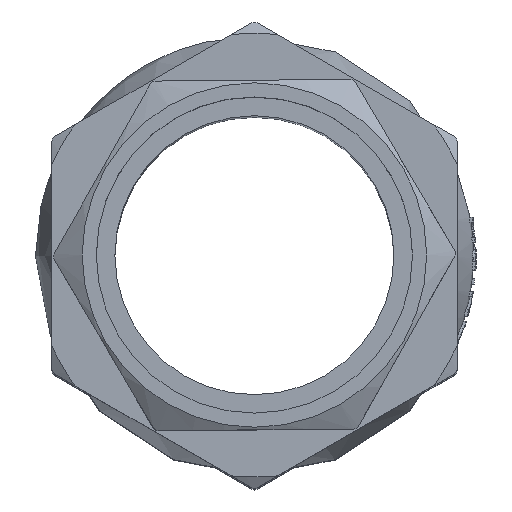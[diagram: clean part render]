
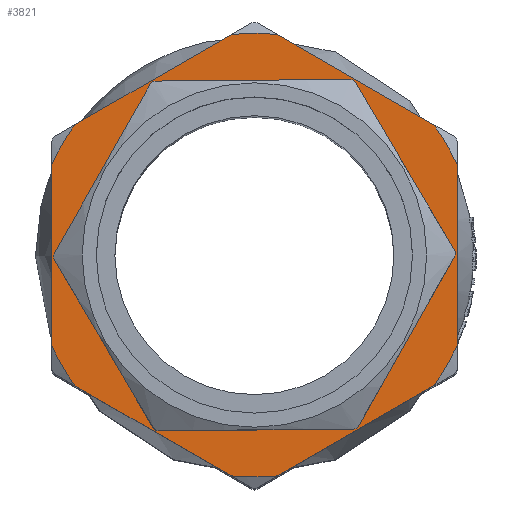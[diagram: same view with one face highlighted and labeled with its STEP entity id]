
A CAD part, top view. The second image highlights one B-rep face of the part: STEP entity #3821.
In plain terms, the highlighted planar face has unit normal (0, 0, 1).
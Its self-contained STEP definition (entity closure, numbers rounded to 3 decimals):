
#196=FACE_BOUND('',#1110,.T.);
#278=PLANE('',#4123);
#432=LINE('',#7208,#635);
#435=LINE('',#7242,#638);
#439=LINE('',#7294,#642);
#443=LINE('',#7342,#646);
#447=LINE('',#7390,#650);
#453=LINE('',#7537,#656);
#459=LINE('',#7552,#662);
#462=LINE('',#7560,#665);
#465=LINE('',#7568,#668);
#467=LINE('',#7574,#670);
#479=LINE('',#7642,#682);
#480=LINE('',#7643,#683);
#635=VECTOR('',#4674,10.);
#638=VECTOR('',#4681,10.);
#642=VECTOR('',#4693,10.);
#646=VECTOR('',#4705,10.);
#650=VECTOR('',#4717,10.);
#656=VECTOR('',#4743,10.);
#662=VECTOR('',#4759,10.);
#665=VECTOR('',#4768,10.);
#668=VECTOR('',#4777,10.);
#670=VECTOR('',#4785,10.);
#682=VECTOR('',#4871,10.);
#683=VECTOR('',#4872,10.);
#896=FACE_OUTER_BOUND('',#1109,.T.);
#1109=EDGE_LOOP('',(#3244,#3245,#3246,#3247,#3248,#3249,#3250,#3251,#3252,
#3253,#3254,#3255));
#1110=EDGE_LOOP('',(#3256,#3257,#3258,#3259,#3260,#3261,#3262,#3263,#3264,
#3265,#3266,#3267));
#1222=CIRCLE('',#4047,39.767);
#1223=CIRCLE('',#4052,39.767);
#1224=CIRCLE('',#4056,39.767);
#1225=CIRCLE('',#4060,39.767);
#1226=CIRCLE('',#4064,39.767);
#1227=CIRCLE('',#4067,39.767);
#1228=CIRCLE('',#4069,1.);
#1230=CIRCLE('',#4074,1.);
#1231=CIRCLE('',#4076,1.);
#1232=CIRCLE('',#4079,1.);
#1233=CIRCLE('',#4082,1.);
#1234=CIRCLE('',#4085,1.);
#1679=VERTEX_POINT('',#7182);
#1680=VERTEX_POINT('',#7186);
#1685=VERTEX_POINT('',#7204);
#1690=VERTEX_POINT('',#7237);
#1691=VERTEX_POINT('',#7241);
#1696=VERTEX_POINT('',#7259);
#1699=VERTEX_POINT('',#7289);
#1700=VERTEX_POINT('',#7293);
#1707=VERTEX_POINT('',#7337);
#1708=VERTEX_POINT('',#7341);
#1715=VERTEX_POINT('',#7385);
#1716=VERTEX_POINT('',#7389);
#1723=VERTEX_POINT('',#7444);
#1724=VERTEX_POINT('',#7446);
#1737=VERTEX_POINT('',#7536);
#1738=VERTEX_POINT('',#7540);
#1739=VERTEX_POINT('',#7544);
#1740=VERTEX_POINT('',#7546);
#1741=VERTEX_POINT('',#7550);
#1742=VERTEX_POINT('',#7554);
#1743=VERTEX_POINT('',#7558);
#1744=VERTEX_POINT('',#7562);
#1745=VERTEX_POINT('',#7566);
#1746=VERTEX_POINT('',#7570);
#2163=EDGE_CURVE('',#1680,#1679,#1222,.T.);
#2170=EDGE_CURVE('',#1679,#1685,#432,.T.);
#2176=EDGE_CURVE('',#1691,#1690,#435,.T.);
#2183=EDGE_CURVE('',#1690,#1696,#1223,.T.);
#2188=EDGE_CURVE('',#1700,#1699,#439,.T.);
#2194=EDGE_CURVE('',#1699,#1691,#1224,.T.);
#2199=EDGE_CURVE('',#1708,#1707,#443,.T.);
#2205=EDGE_CURVE('',#1707,#1700,#1225,.T.);
#2210=EDGE_CURVE('',#1716,#1715,#447,.T.);
#2216=EDGE_CURVE('',#1715,#1708,#1226,.T.);
#2219=EDGE_CURVE('',#1685,#1716,#1227,.T.);
#2222=EDGE_CURVE('',#1723,#1724,#1228,.F.);
#2238=EDGE_CURVE('',#1737,#1724,#453,.T.);
#2240=EDGE_CURVE('',#1737,#1738,#1230,.F.);
#2243=EDGE_CURVE('',#1739,#1740,#1231,.F.);
#2246=EDGE_CURVE('',#1739,#1741,#459,.T.);
#2248=EDGE_CURVE('',#1742,#1741,#1232,.F.);
#2250=EDGE_CURVE('',#1742,#1743,#462,.T.);
#2252=EDGE_CURVE('',#1744,#1743,#1233,.F.);
#2254=EDGE_CURVE('',#1744,#1745,#465,.T.);
#2256=EDGE_CURVE('',#1746,#1745,#1234,.F.);
#2257=EDGE_CURVE('',#1746,#1738,#467,.T.);
#2288=EDGE_CURVE('',#1696,#1680,#479,.T.);
#2289=EDGE_CURVE('',#1723,#1740,#480,.T.);
#3244=ORIENTED_EDGE('',*,*,#2205,.T.);
#3245=ORIENTED_EDGE('',*,*,#2188,.T.);
#3246=ORIENTED_EDGE('',*,*,#2194,.T.);
#3247=ORIENTED_EDGE('',*,*,#2176,.T.);
#3248=ORIENTED_EDGE('',*,*,#2183,.T.);
#3249=ORIENTED_EDGE('',*,*,#2288,.T.);
#3250=ORIENTED_EDGE('',*,*,#2163,.T.);
#3251=ORIENTED_EDGE('',*,*,#2170,.T.);
#3252=ORIENTED_EDGE('',*,*,#2219,.T.);
#3253=ORIENTED_EDGE('',*,*,#2210,.T.);
#3254=ORIENTED_EDGE('',*,*,#2216,.T.);
#3255=ORIENTED_EDGE('',*,*,#2199,.T.);
#3256=ORIENTED_EDGE('',*,*,#2257,.T.);
#3257=ORIENTED_EDGE('',*,*,#2240,.F.);
#3258=ORIENTED_EDGE('',*,*,#2238,.T.);
#3259=ORIENTED_EDGE('',*,*,#2222,.F.);
#3260=ORIENTED_EDGE('',*,*,#2289,.T.);
#3261=ORIENTED_EDGE('',*,*,#2243,.F.);
#3262=ORIENTED_EDGE('',*,*,#2246,.T.);
#3263=ORIENTED_EDGE('',*,*,#2248,.F.);
#3264=ORIENTED_EDGE('',*,*,#2250,.T.);
#3265=ORIENTED_EDGE('',*,*,#2252,.F.);
#3266=ORIENTED_EDGE('',*,*,#2254,.T.);
#3267=ORIENTED_EDGE('',*,*,#2256,.F.);
#3821=ADVANCED_FACE('',(#896,#196),#278,.T.);
#4047=AXIS2_PLACEMENT_3D('',#7187,#4668,#4669);
#4052=AXIS2_PLACEMENT_3D('',#7263,#4686,#4687);
#4056=AXIS2_PLACEMENT_3D('',#7311,#4698,#4699);
#4060=AXIS2_PLACEMENT_3D('',#7359,#4710,#4711);
#4064=AXIS2_PLACEMENT_3D('',#7407,#4722,#4723);
#4067=AXIS2_PLACEMENT_3D('',#7430,#4728,#4729);
#4069=AXIS2_PLACEMENT_3D('',#7447,#4733,#4734);
#4074=AXIS2_PLACEMENT_3D('',#7541,#4747,#4748);
#4076=AXIS2_PLACEMENT_3D('',#7547,#4753,#4754);
#4079=AXIS2_PLACEMENT_3D('',#7556,#4763,#4764);
#4082=AXIS2_PLACEMENT_3D('',#7564,#4772,#4773);
#4085=AXIS2_PLACEMENT_3D('',#7572,#4781,#4782);
#4123=AXIS2_PLACEMENT_3D('',#7641,#4869,#4870);
#4668=DIRECTION('center_axis',(0.,0.,1.));
#4669=DIRECTION('ref_axis',(0.,1.,0.));
#4674=DIRECTION('',(0.,1.,0.));
#4681=DIRECTION('',(0.866,-0.5,0.));
#4686=DIRECTION('center_axis',(0.,0.,1.));
#4687=DIRECTION('ref_axis',(0.,1.,0.));
#4693=DIRECTION('',(0.,-1.,0.));
#4698=DIRECTION('center_axis',(0.,0.,1.));
#4699=DIRECTION('ref_axis',(0.,1.,0.));
#4705=DIRECTION('',(-0.866,-0.5,0.));
#4710=DIRECTION('center_axis',(0.,0.,1.));
#4711=DIRECTION('ref_axis',(0.,1.,0.));
#4717=DIRECTION('',(-0.866,0.5,0.));
#4722=DIRECTION('center_axis',(0.,0.,1.));
#4723=DIRECTION('ref_axis',(0.,1.,0.));
#4728=DIRECTION('center_axis',(0.,0.,1.));
#4729=DIRECTION('ref_axis',(0.,1.,0.));
#4733=DIRECTION('center_axis',(0.,0.,-1.));
#4734=DIRECTION('ref_axis',(0.507,-0.862,0.));
#4743=DIRECTION('',(-0.493,-0.87,0.));
#4747=DIRECTION('center_axis',(0.,0.,-1.));
#4748=DIRECTION('ref_axis',(1.,0.008,0.));
#4753=DIRECTION('center_axis',(0.,0.,-1.));
#4754=DIRECTION('ref_axis',(-0.493,-0.87,0.));
#4759=DIRECTION('',(-0.507,0.862,0.));
#4763=DIRECTION('center_axis',(0.,0.,-1.));
#4764=DIRECTION('ref_axis',(-1.,-0.008,0.));
#4768=DIRECTION('',(0.493,0.87,0.));
#4772=DIRECTION('center_axis',(0.,0.,-1.));
#4773=DIRECTION('ref_axis',(-0.507,0.862,0.));
#4777=DIRECTION('',(1.,0.008,0.));
#4781=DIRECTION('center_axis',(0.,0.,-1.));
#4782=DIRECTION('ref_axis',(0.493,0.87,0.));
#4785=DIRECTION('',(0.507,-0.862,0.));
#4869=DIRECTION('center_axis',(0.,0.,1.));
#4870=DIRECTION('ref_axis',(1.,0.,0.));
#4871=DIRECTION('',(0.866,0.5,0.));
#4872=DIRECTION('',(-1.,-0.008,0.));
#7182=CARTESIAN_POINT('',(36.328,-16.177,82.));
#7186=CARTESIAN_POINT('',(32.173,-23.373,82.));
#7187=CARTESIAN_POINT('Origin',(0.,0.,82.));
#7204=CARTESIAN_POINT('',(36.328,16.177,82.));
#7208=CARTESIAN_POINT('',(36.328,-20.974,82.));
#7237=CARTESIAN_POINT('',(-4.155,-39.549,82.));
#7241=CARTESIAN_POINT('',(-32.173,-23.373,82.));
#7242=CARTESIAN_POINT('',(-36.328,-20.974,82.));
#7259=CARTESIAN_POINT('',(4.155,-39.549,82.));
#7263=CARTESIAN_POINT('Origin',(0.,0.,82.));
#7289=CARTESIAN_POINT('',(-36.328,-16.177,82.));
#7293=CARTESIAN_POINT('',(-36.328,16.177,82.));
#7294=CARTESIAN_POINT('',(-36.328,20.974,82.));
#7311=CARTESIAN_POINT('Origin',(0.,0.,82.));
#7337=CARTESIAN_POINT('',(-32.173,23.373,82.));
#7341=CARTESIAN_POINT('',(-4.155,39.549,82.));
#7342=CARTESIAN_POINT('',(0.,41.948,82.));
#7359=CARTESIAN_POINT('Origin',(0.,0.,82.));
#7385=CARTESIAN_POINT('',(4.155,39.549,82.));
#7389=CARTESIAN_POINT('',(32.173,23.373,82.));
#7390=CARTESIAN_POINT('',(36.328,20.974,82.));
#7407=CARTESIAN_POINT('Origin',(0.,0.,82.));
#7430=CARTESIAN_POINT('Origin',(0.,0.,82.));
#7444=CARTESIAN_POINT('',(17.77,-31.181,82.));
#7446=CARTESIAN_POINT('',(18.631,-30.674,82.));
#7447=CARTESIAN_POINT('Origin',(17.761,-30.181,82.));
#7536=CARTESIAN_POINT('',(35.889,-0.202,82.));
#7537=CARTESIAN_POINT('',(38.433,4.292,82.));
#7540=CARTESIAN_POINT('',(35.88,0.798,82.));
#7541=CARTESIAN_POINT('Origin',(35.019,0.291,82.));
#7544=CARTESIAN_POINT('',(-18.119,-30.98,82.));
#7546=CARTESIAN_POINT('',(-17.249,-31.472,82.));
#7547=CARTESIAN_POINT('Origin',(-17.257,-30.472,82.));
#7550=CARTESIAN_POINT('',(-35.88,-0.798,82.));
#7552=CARTESIAN_POINT('',(-29.26,-12.048,82.));
#7554=CARTESIAN_POINT('',(-35.889,0.202,82.));
#7556=CARTESIAN_POINT('Origin',(-35.019,-0.291,82.));
#7558=CARTESIAN_POINT('',(-18.631,30.674,82.));
#7560=CARTESIAN_POINT('',(-25.,19.429,82.));
#7562=CARTESIAN_POINT('',(-17.77,31.181,82.));
#7564=CARTESIAN_POINT('Origin',(-17.761,30.181,82.));
#7566=CARTESIAN_POINT('',(17.249,31.472,82.));
#7568=CARTESIAN_POINT('',(-9.173,31.253,82.));
#7570=CARTESIAN_POINT('',(18.119,30.98,82.));
#7572=CARTESIAN_POINT('Origin',(17.257,30.472,82.));
#7574=CARTESIAN_POINT('',(15.566,35.318,82.));
#7641=CARTESIAN_POINT('Origin',(0.,31.328,82.));
#7642=CARTESIAN_POINT('',(0.,-41.948,82.));
#7643=CARTESIAN_POINT('',(9.434,-31.251,82.));
